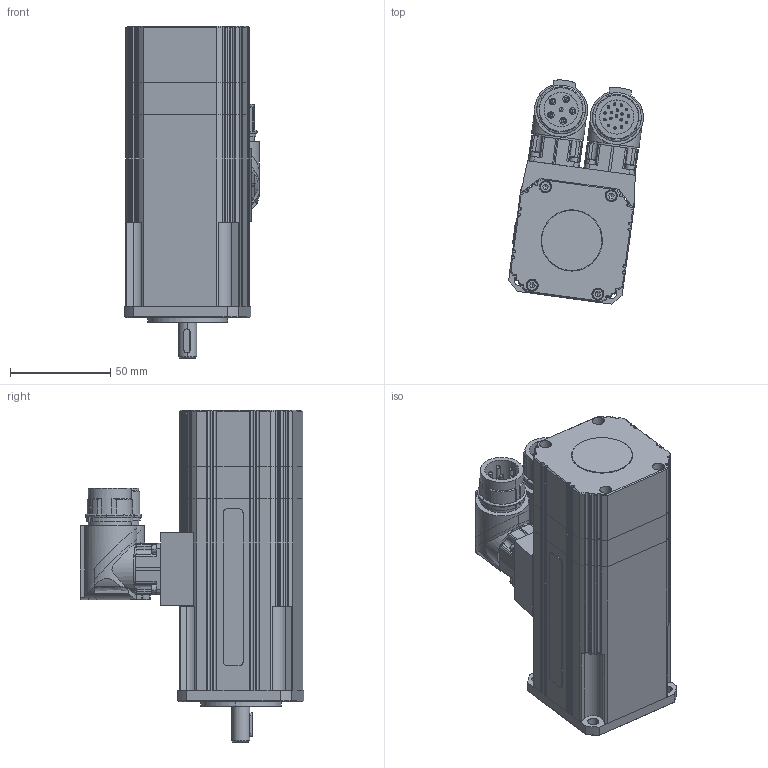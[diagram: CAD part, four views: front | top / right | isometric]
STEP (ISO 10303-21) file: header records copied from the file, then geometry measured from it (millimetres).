
FILE_DESCRIPTION((''),'2;1');
FILE_NAME('FP-55 + Encoder Quantum QR12 + Fre Keb 02-1.stp','2013-04-15T11:23:59',('arodrigo'),(''),'Autodesk Inventor 9','Autodesk Inventor 9','');
FILE_SCHEMA(('AUTOMOTIVE_DESIGN { 1 0 10303 214 1 1 1 1 }'));
Length unit declared in the file: millimetre
Products named in the file (1): Pieza1
Bounding box: 67.06 x 111.46 x 165.25 mm (x, y, z)
Volume: 518328.3 mm3; surface area: 69514.3 mm2
Topology: 1 solids, 23 shells, 1606 faces, 4083 edges, 2494 vertices
Faces by surface type: cylinder 746, plane 542, cone 116, bspline 104, torus 52, sphere 46
Entity records: 49290 total; most frequent: CARTESIAN_POINT 11045, DIRECTION 8291, ORIENTED_EDGE 7902, EDGE_CURVE 3951, AXIS2_PLACEMENT_3D 3202, VERTEX_POINT 2494, VECTOR 1887, LINE 1887
